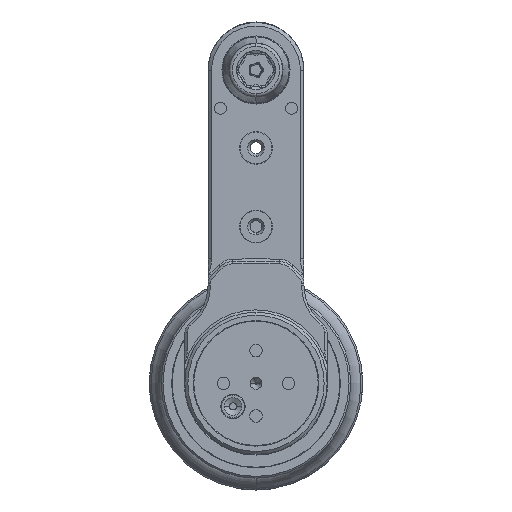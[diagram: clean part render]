
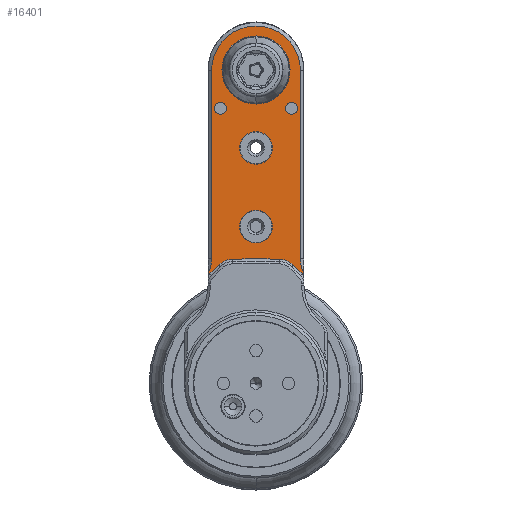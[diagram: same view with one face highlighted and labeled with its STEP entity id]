
A CAD part, front view. The second image highlights one B-rep face of the part: STEP entity #16401.
In plain terms, the highlighted planar face has unit normal (0, -1, 0).
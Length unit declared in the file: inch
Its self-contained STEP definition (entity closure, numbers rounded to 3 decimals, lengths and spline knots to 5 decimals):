
#844=CARTESIAN_POINT('',(0.24016,-0.27559,
-1.42159));
#845=DIRECTION('',(0.,-1.,0.));
#846=DIRECTION('',(0.833,0.,0.553));
#847=AXIS2_PLACEMENT_3D('',#844,#845,#846);
#849=DIRECTION('',(-0.707,0.,0.707));
#850=VECTOR('',#849,0.08335);
#851=CARTESIAN_POINT('',(0.30697,-0.27559,
-1.35478));
#852=LINE('',#851,#850);
#853=CARTESIAN_POINT('',(0.15338,-0.27559,
-1.39049));
#854=DIRECTION('',(0.,-1.,0.));
#855=DIRECTION('',(0.707,0.,0.707));
#856=AXIS2_PLACEMENT_3D('',#853,#854,#855);
#858=CARTESIAN_POINT('',(0.,-0.27559,-9.14488));
#859=DIRECTION('',(0.,-1.,0.));
#860=DIRECTION('',(0.02,0.,1.));
#861=AXIS2_PLACEMENT_3D('',#858,#859,#860);
#863=CARTESIAN_POINT('',(-0.15338,-0.27559,
-1.39049));
#864=DIRECTION('',(0.,-1.,0.));
#865=DIRECTION('',(-0.02,0.,1.));
#866=AXIS2_PLACEMENT_3D('',#863,#864,#865);
#868=DIRECTION('',(-0.707,0.,-0.707));
#869=VECTOR('',#868,0.08335);
#870=CARTESIAN_POINT('',(-0.24803,-0.27559,
-1.29584));
#871=LINE('',#870,#869);
#872=CARTESIAN_POINT('',(-0.24016,-0.27559,
-1.42159));
#873=DIRECTION('',(0.,-1.,0.));
#874=DIRECTION('',(-0.707,0.,0.707));
#875=AXIS2_PLACEMENT_3D('',#872,#873,#874);
#877=CARTESIAN_POINT('',(-0.51575,-0.27559,
-1.25516));
#878=DIRECTION('',(0.,-1.,0.));
#879=DIRECTION('',(0.893,0.,-0.45));
#880=AXIS2_PLACEMENT_3D('',#877,#878,#879);
#882=CARTESIAN_POINT('',(0.,-0.27559,-0.00315));
#883=DIRECTION('',(0.,1.,0.));
#884=DIRECTION('',(-1.,0.,0.));
#885=AXIS2_PLACEMENT_3D('',#882,#883,#884);
#887=CARTESIAN_POINT('',(0.51575,-0.27559,
-1.25516));
#888=DIRECTION('',(0.,-1.,0.));
#889=DIRECTION('',(-1.,0.,0.));
#890=AXIS2_PLACEMENT_3D('',#887,#888,#889);
#892=CARTESIAN_POINT('',(0.23622,-0.27559,
-0.25512));
#893=DIRECTION('',(0.,-1.,0.));
#894=DIRECTION('',(0.,0.,1.));
#895=AXIS2_PLACEMENT_3D('',#892,#893,#894);
#897=CARTESIAN_POINT('',(0.23622,-0.27559,
-0.25512));
#898=DIRECTION('',(0.,-1.,0.));
#899=DIRECTION('',(0.,0.,-1.));
#900=AXIS2_PLACEMENT_3D('',#897,#898,#899);
#902=CARTESIAN_POINT('',(0.,-0.27559,-1.04094));
#903=DIRECTION('',(0.,-1.,0.));
#904=DIRECTION('',(0.,0.,1.));
#905=AXIS2_PLACEMENT_3D('',#902,#903,#904);
#907=CARTESIAN_POINT('',(0.,-0.27559,-1.04094));
#908=DIRECTION('',(0.,-1.,0.));
#909=DIRECTION('',(0.,0.,-1.));
#910=AXIS2_PLACEMENT_3D('',#907,#908,#909);
#912=CARTESIAN_POINT('',(0.,-0.27559,-0.51772));
#913=DIRECTION('',(0.,-1.,0.));
#914=DIRECTION('',(0.,0.,1.));
#915=AXIS2_PLACEMENT_3D('',#912,#913,#914);
#917=CARTESIAN_POINT('',(0.,-0.27559,-0.51772));
#918=DIRECTION('',(0.,-1.,0.));
#919=DIRECTION('',(0.,0.,-1.));
#920=AXIS2_PLACEMENT_3D('',#917,#918,#919);
#922=CARTESIAN_POINT('',(0.,-0.27559,0.));
#923=DIRECTION('',(0.,-1.,0.));
#924=DIRECTION('',(0.,0.,1.));
#925=AXIS2_PLACEMENT_3D('',#922,#923,#924);
#927=CARTESIAN_POINT('',(0.,-0.27559,0.));
#928=DIRECTION('',(0.,-1.,0.));
#929=DIRECTION('',(0.,0.,-1.));
#930=AXIS2_PLACEMENT_3D('',#927,#928,#929);
#932=CARTESIAN_POINT('',(-0.23622,-0.27559,
-0.25512));
#933=DIRECTION('',(0.,-1.,0.));
#934=DIRECTION('',(0.,0.,1.));
#935=AXIS2_PLACEMENT_3D('',#932,#933,#934);
#937=CARTESIAN_POINT('',(-0.23622,-0.27559,
-0.25512));
#938=DIRECTION('',(0.,-1.,0.));
#939=DIRECTION('',(0.,0.,-1.));
#940=AXIS2_PLACEMENT_3D('',#937,#938,#939);
#958=DIRECTION('',(0.,0.,1.));
#959=VECTOR('',#958,0.01492);
#960=CARTESIAN_POINT('',(0.3189,-0.27559,
-1.36936));
#961=LINE('',#960,#959);
#1142=DIRECTION('',(0.,0.,-1.));
#1143=VECTOR('',#1142,0.01492);
#1144=CARTESIAN_POINT('',(-0.3189,-0.27559,
-1.35445));
#1145=LINE('',#1144,#1143);
#1217=DIRECTION('',(0.,0.,1.));
#1218=VECTOR('',#1217,1.25201);
#1219=CARTESIAN_POINT('',(0.29528,-0.27559,
-1.25516));
#1220=LINE('',#1219,#1218);
#1248=DIRECTION('',(0.,0.,-1.));
#1249=VECTOR('',#1248,1.25201);
#1250=CARTESIAN_POINT('',(-0.29528,-0.27559,
-0.00315));
#1251=LINE('',#1250,#1249);
#13284=CARTESIAN_POINT('',(0.,-0.27559,-0.40945));
#13285=CARTESIAN_POINT('',(0.,-0.27559,-0.62598));
#13286=VERTEX_POINT('',#13284);
#13287=VERTEX_POINT('',#13285);
#13288=CARTESIAN_POINT('',(0.3189,-0.27559,
-1.36936));
#13289=CARTESIAN_POINT('',(0.3189,-0.27559,
-1.35445));
#13290=VERTEX_POINT('',#13288);
#13291=VERTEX_POINT('',#13289);
#13292=CARTESIAN_POINT('',(0.30697,-0.27559,
-1.35478));
#13293=VERTEX_POINT('',#13292);
#13294=CARTESIAN_POINT('',(0.24803,-0.27559,
-1.29584));
#13295=VERTEX_POINT('',#13294);
#13296=CARTESIAN_POINT('',(0.15603,-0.27559,
-1.25666));
#13297=VERTEX_POINT('',#13296);
#13298=CARTESIAN_POINT('',(-0.15603,-0.27559,
-1.25666));
#13299=VERTEX_POINT('',#13298);
#13300=CARTESIAN_POINT('',(-0.24803,-0.27559,
-1.29584));
#13301=VERTEX_POINT('',#13300);
#13302=CARTESIAN_POINT('',(-0.30697,-0.27559,
-1.35478));
#13303=VERTEX_POINT('',#13302);
#13304=CARTESIAN_POINT('',(-0.3189,-0.27559,
-1.36936));
#13305=VERTEX_POINT('',#13304);
#13306=CARTESIAN_POINT('',(-0.3189,-0.27559,
-1.35445));
#13307=VERTEX_POINT('',#13306);
#13308=CARTESIAN_POINT('',(-0.29528,-0.27559,
-1.25516));
#13309=VERTEX_POINT('',#13308);
#13310=CARTESIAN_POINT('',(-0.29528,-0.27559,
-0.00315));
#13311=VERTEX_POINT('',#13310);
#13312=CARTESIAN_POINT('',(0.29528,-0.27559,
-0.00315));
#13313=VERTEX_POINT('',#13312);
#13314=CARTESIAN_POINT('',(0.29528,-0.27559,
-1.25516));
#13315=VERTEX_POINT('',#13314);
#13316=CARTESIAN_POINT('',(0.23622,-0.27559,
-0.21575));
#13317=CARTESIAN_POINT('',(0.23622,-0.27559,
-0.29449));
#13318=VERTEX_POINT('',#13316);
#13319=VERTEX_POINT('',#13317);
#13320=CARTESIAN_POINT('',(0.,-0.27559,-0.93268));
#13321=CARTESIAN_POINT('',(0.,-0.27559,-1.14921));
#13322=VERTEX_POINT('',#13320);
#13323=VERTEX_POINT('',#13321);
#13324=CARTESIAN_POINT('',(0.,-0.27559,0.22638));
#13325=CARTESIAN_POINT('',(0.,-0.27559,-0.22638));
#13326=VERTEX_POINT('',#13324);
#13327=VERTEX_POINT('',#13325);
#13328=CARTESIAN_POINT('',(-0.23622,-0.27559,
-0.21575));
#13329=CARTESIAN_POINT('',(-0.23622,-0.27559,
-0.29449));
#13330=VERTEX_POINT('',#13328);
#13331=VERTEX_POINT('',#13329);
#16338=CARTESIAN_POINT('',(0.,-0.27559,-2.08189));
#16339=DIRECTION('',(0.,1.,0.));
#16340=DIRECTION('',(0.,0.,1.));
#16341=AXIS2_PLACEMENT_3D('',#16338,#16339,#16340);
#16342=PLANE('',#16341);
#16344=ORIENTED_EDGE('',*,*,#16343,.F.);
#16346=ORIENTED_EDGE('',*,*,#16345,.T.);
#16348=ORIENTED_EDGE('',*,*,#16347,.T.);
#16350=ORIENTED_EDGE('',*,*,#16349,.T.);
#16352=ORIENTED_EDGE('',*,*,#16351,.T.);
#16354=ORIENTED_EDGE('',*,*,#16353,.T.);
#16356=ORIENTED_EDGE('',*,*,#16355,.T.);
#16358=ORIENTED_EDGE('',*,*,#16357,.T.);
#16360=ORIENTED_EDGE('',*,*,#16359,.F.);
#16362=ORIENTED_EDGE('',*,*,#16361,.T.);
#16364=ORIENTED_EDGE('',*,*,#16363,.F.);
#16366=ORIENTED_EDGE('',*,*,#16365,.T.);
#16368=ORIENTED_EDGE('',*,*,#16367,.F.);
#16370=ORIENTED_EDGE('',*,*,#16369,.T.);
#16371=EDGE_LOOP('',(#16344,#16346,#16348,#16350,#16352,#16354,#16356,#16358,
#16360,#16362,#16364,#16366,#16368,#16370));
#16372=FACE_OUTER_BOUND('',#16371,.F.);
#16374=ORIENTED_EDGE('',*,*,#16373,.T.);
#16376=ORIENTED_EDGE('',*,*,#16375,.T.);
#16377=EDGE_LOOP('',(#16374,#16376));
#16378=FACE_BOUND('',#16377,.F.);
#16380=ORIENTED_EDGE('',*,*,#16379,.T.);
#16382=ORIENTED_EDGE('',*,*,#16381,.T.);
#16383=EDGE_LOOP('',(#16380,#16382));
#16384=FACE_BOUND('',#16383,.F.);
#16386=ORIENTED_EDGE('',*,*,#16385,.T.);
#16388=ORIENTED_EDGE('',*,*,#16387,.T.);
#16389=EDGE_LOOP('',(#16386,#16388));
#16390=FACE_BOUND('',#16389,.F.);
#16391=ORIENTED_EDGE('',*,*,#16253,.T.);
#16392=ORIENTED_EDGE('',*,*,#16268,.T.);
#16393=EDGE_LOOP('',(#16391,#16392));
#16394=FACE_BOUND('',#16393,.F.);
#16396=ORIENTED_EDGE('',*,*,#16395,.T.);
#16398=ORIENTED_EDGE('',*,*,#16397,.T.);
#16399=EDGE_LOOP('',(#16396,#16398));
#16400=FACE_BOUND('',#16399,.F.);
#16401=ADVANCED_FACE('',(#16372,#16378,#16384,#16390,#16394,#16400),#16342,.F.);
#848=CIRCLE('',#847,0.09449);
#857=CIRCLE('',#856,0.13386);
#862=CIRCLE('',#861,7.88976);
#867=CIRCLE('',#866,0.13386);
#876=CIRCLE('',#875,0.09449);
#881=CIRCLE('',#880,0.22047);
#886=CIRCLE('',#885,0.29528);
#891=CIRCLE('',#890,0.22047);
#896=CIRCLE('',#895,0.03937);
#901=CIRCLE('',#900,0.03937);
#906=CIRCLE('',#905,0.10827);
#911=CIRCLE('',#910,0.10827);
#916=CIRCLE('',#915,0.10827);
#921=CIRCLE('',#920,0.10827);
#926=CIRCLE('',#925,0.22638);
#931=CIRCLE('',#930,0.22638);
#936=CIRCLE('',#935,0.03937);
#941=CIRCLE('',#940,0.03937);
#16253=EDGE_CURVE('',#13326,#13327,#926,.T.);
#16268=EDGE_CURVE('',#13327,#13326,#931,.T.);
#16343=EDGE_CURVE('',#13290,#13291,#961,.T.);
#16345=EDGE_CURVE('',#13290,#13293,#848,.T.);
#16347=EDGE_CURVE('',#13293,#13295,#852,.T.);
#16349=EDGE_CURVE('',#13295,#13297,#857,.T.);
#16351=EDGE_CURVE('',#13297,#13299,#862,.T.);
#16353=EDGE_CURVE('',#13299,#13301,#867,.T.);
#16355=EDGE_CURVE('',#13301,#13303,#871,.T.);
#16357=EDGE_CURVE('',#13303,#13305,#876,.T.);
#16359=EDGE_CURVE('',#13307,#13305,#1145,.T.);
#16361=EDGE_CURVE('',#13307,#13309,#881,.T.);
#16363=EDGE_CURVE('',#13311,#13309,#1251,.T.);
#16365=EDGE_CURVE('',#13311,#13313,#886,.T.);
#16367=EDGE_CURVE('',#13315,#13313,#1220,.T.);
#16369=EDGE_CURVE('',#13315,#13291,#891,.T.);
#16373=EDGE_CURVE('',#13318,#13319,#896,.T.);
#16375=EDGE_CURVE('',#13319,#13318,#901,.T.);
#16379=EDGE_CURVE('',#13322,#13323,#906,.T.);
#16381=EDGE_CURVE('',#13323,#13322,#911,.T.);
#16385=EDGE_CURVE('',#13286,#13287,#916,.T.);
#16387=EDGE_CURVE('',#13287,#13286,#921,.T.);
#16395=EDGE_CURVE('',#13330,#13331,#936,.T.);
#16397=EDGE_CURVE('',#13331,#13330,#941,.T.);
